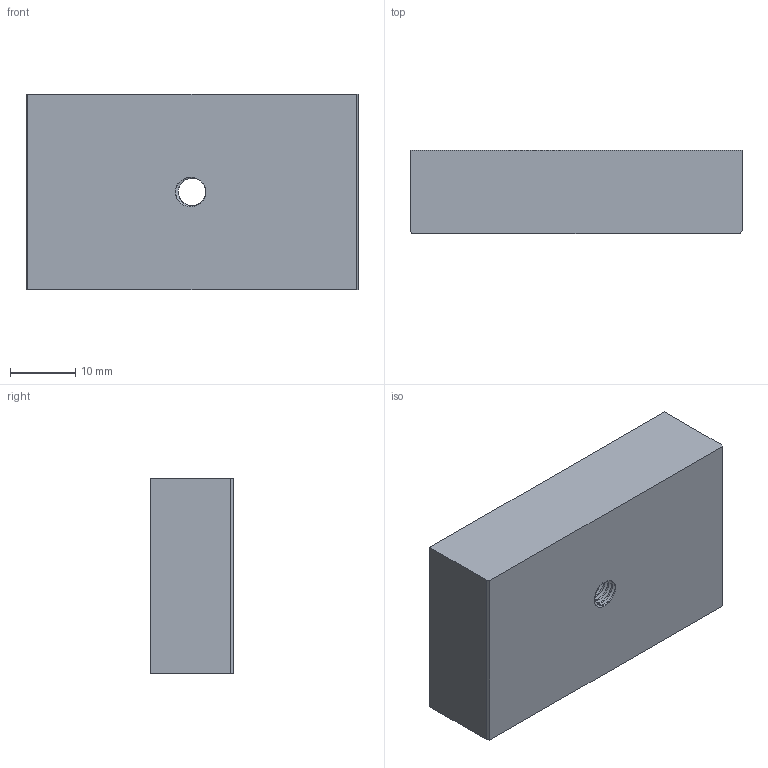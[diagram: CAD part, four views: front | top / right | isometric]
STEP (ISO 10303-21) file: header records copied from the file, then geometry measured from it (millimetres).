
FILE_DESCRIPTION(('FreeCAD Model'),'2;1');
FILE_NAME('Open CASCADE Shape Model','2024-12-20T21:44:03',(''),(''), 'Open CASCADE STEP processor 7.8','FreeCAD','Unknown');
FILE_SCHEMA(('AUTOMOTIVE_DESIGN { 1 0 10303 214 1 1 1 1 }'));
Length unit declared in the file: millimetre
Products named in the file (1): TrackAssemblySpacer
Bounding box: 51 x 12.8 x 30 mm (x, y, z)
Volume: 19370.7 mm3; surface area: 5379.9 mm2
Topology: 1 solids, 1 shells, 77 faces, 161 edges, 86 vertices
Faces by surface type: bspline 51, cylinder 18, plane 8
Full cylindrical faces by diameter (mm): 4.224 x16
Entity records: 15198 total; most frequent: CARTESIAN_POINT 12368, DIRECTION 335, ORIENTED_EDGE 322, PCURVE 322, DEFINITIONAL_REPRESENTATION 322, LINE 273, VECTOR 273, B_SPLINE_CURVE_WITH_KNOTS 202
